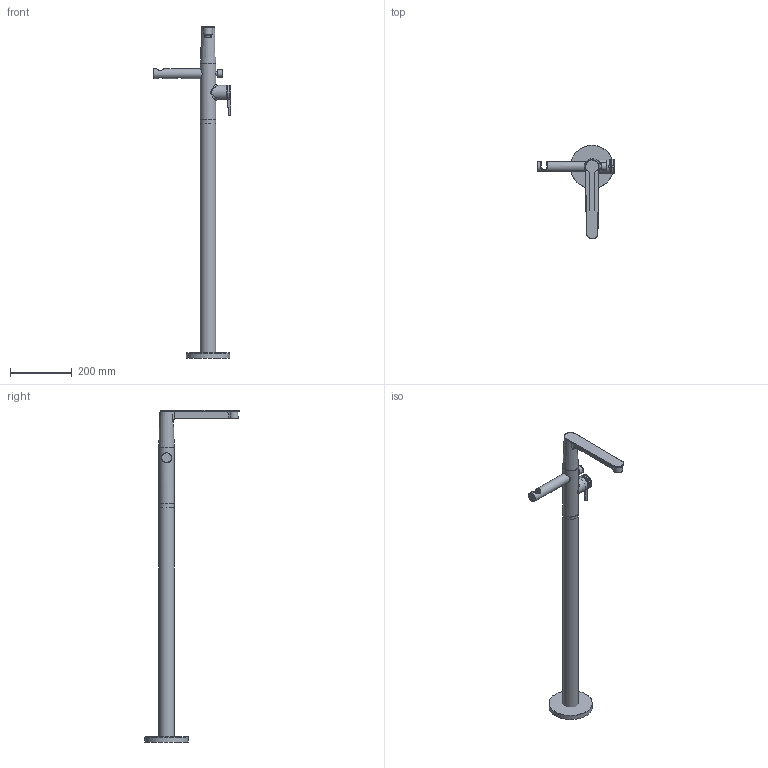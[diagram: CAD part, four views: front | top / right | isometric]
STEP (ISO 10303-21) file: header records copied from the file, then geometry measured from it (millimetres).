
FILE_DESCRIPTION(/* description */ (''),/* implementation_level */ '2;1');
FILE_NAME(/* name */ 'TVT127004000 Handbrause und Schlauch weg.step',/* time_stamp */ '2023-02-22T14:26:40+01:00',/* author */ (''),/* organization */ (''),/* preprocessor_version */ 'ST-DEVELOPER v19.2',/* originating_system */ 'Autodesk Translation Framework v11.17.0.187',/* authorisation */ '');
FILE_SCHEMA (('AUTOMOTIVE_DESIGN { 1 0 10303 214 3 1 1 }'));
Length unit declared in the file: millimetre
Products named in the file (8): (Nicht gespeichert); SFG20220133CP; SFG20220136CP; SFG202202131CP; SFG20220138CP; SFG20220139CP; 5L0019100CP0; SFG20220140CP
Assembly tree (7 placements, depth 2):
  (Nicht gespeichert)
    SFG20220133CP
    SFG20220136CP
    SFG202202131CP
    SFG20220138CP
    SFG20220139CP
    5L0019100CP0
    SFG20220140CP
Bounding box: 251 x 304 x 1071.6 mm (x, y, z)
Volume: 2562807.9 mm3; surface area: 293889 mm2
Topology: 9 solids, 10 shells, 249 faces, 554 edges, 335 vertices
Faces by surface type: bspline 71, plane 60, cylinder 60, torus 28, cone 25, sphere 5
Full cylindrical faces by diameter (mm): 3.2 x1, 8 x1, 11.4 x1, 13 x1, 13.1 x1, 19 x1, 21.2 x1, 24 x1, 32 x1, 40.7 x1, 41 x1, 45 x1, 46 x1, 48 x1, 48.5 x1, 50 x2, 140 x1
Entity records: 18988 total; most frequent: CARTESIAN_POINT 13679, ORIENTED_EDGE 1085, DIRECTION 1021, EDGE_CURVE 553, AXIS2_PLACEMENT_3D 453, VERTEX_POINT 335, EDGE_LOOP 264, FACE_OUTER_BOUND 249
